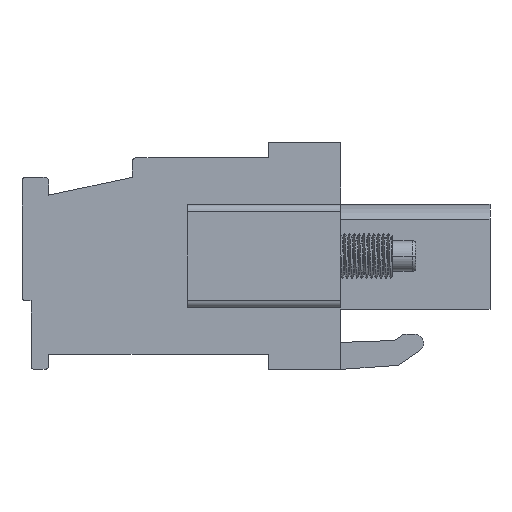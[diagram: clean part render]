
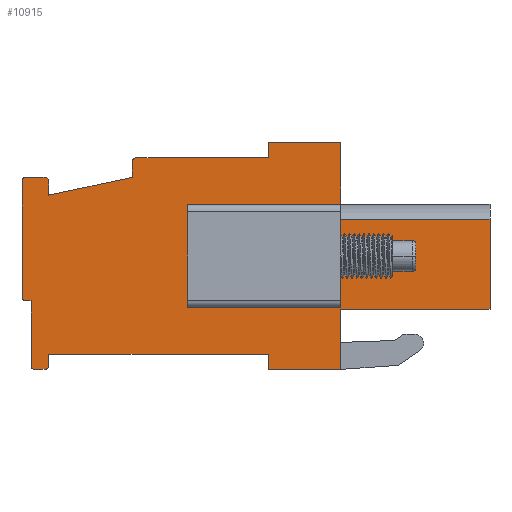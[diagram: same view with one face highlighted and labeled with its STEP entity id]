
A CAD part, left-side view. The second image highlights one B-rep face of the part: STEP entity #10915.
In plain terms, the highlighted planar face has unit normal (-1, 0, 0).
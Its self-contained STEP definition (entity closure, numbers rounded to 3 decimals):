
#16=DIRECTION('',(0.,-1.,0.));
#17=VECTOR('',#16,7.45);
#18=CARTESIAN_POINT('',(0.,-0.07,-2.85));
#19=LINE('',#18,#17);
#40=DIRECTION('',(0.,1.,0.));
#41=VECTOR('',#40,8.3);
#42=CARTESIAN_POINT('',(0.,-16.87,2.04));
#43=LINE('',#42,#41);
#44=DIRECTION('',(0.,0.,-1.));
#45=VECTOR('',#44,5.);
#46=CARTESIAN_POINT('',(0.,-16.87,2.04));
#47=LINE('',#46,#45);
#48=DIRECTION('',(0.,1.,0.));
#49=VECTOR('',#48,8.3);
#50=CARTESIAN_POINT('',(0.,-16.87,-2.96));
#51=LINE('',#50,#49);
#52=DIRECTION('',(0.,0.,-1.));
#53=VECTOR('',#52,3.34);
#54=CARTESIAN_POINT('',(0.,-8.57,-2.96));
#55=LINE('',#54,#53);
#56=DIRECTION('',(0.,1.,0.));
#57=VECTOR('',#56,4.);
#58=CARTESIAN_POINT('',(0.,-8.57,-6.3));
#59=LINE('',#58,#57);
#60=DIRECTION('',(0.,0.,1.));
#61=VECTOR('',#60,0.85);
#62=CARTESIAN_POINT('',(0.,-4.57,-6.3));
#63=LINE('',#62,#61);
#64=DIRECTION('',(0.,1.,0.));
#65=VECTOR('',#64,12.22);
#66=CARTESIAN_POINT('',(0.,-4.57,-5.45));
#67=LINE('',#66,#65);
#68=DIRECTION('',(0.,0.,-1.));
#69=VECTOR('',#68,0.652);
#70=CARTESIAN_POINT('',(0.,7.65,-5.45));
#71=LINE('',#70,#69);
#72=CARTESIAN_POINT('',(0.,7.848,-6.102));
#73=DIRECTION('',(1.,0.,0.));
#74=DIRECTION('',(0.,-1.,0.));
#75=AXIS2_PLACEMENT_3D('',#72,#73,#74);
#77=DIRECTION('',(0.,1.,0.));
#78=VECTOR('',#77,0.582);
#79=CARTESIAN_POINT('',(0.,7.848,-6.3));
#80=LINE('',#79,#78);
#81=CARTESIAN_POINT('',(0.,8.43,-6.1));
#82=DIRECTION('',(1.,0.,0.));
#83=DIRECTION('',(0.,0.,-1.));
#84=AXIS2_PLACEMENT_3D('',#81,#82,#83);
#86=DIRECTION('',(0.,0.,1.));
#87=VECTOR('',#86,3.61);
#88=CARTESIAN_POINT('',(0.,8.63,-6.1));
#89=LINE('',#88,#87);
#90=DIRECTION('',(0.,1.,0.));
#91=VECTOR('',#90,0.3);
#92=CARTESIAN_POINT('',(0.,8.63,-2.49));
#93=LINE('',#92,#91);
#94=CARTESIAN_POINT('',(0.,8.93,-2.29));
#95=DIRECTION('',(1.,0.,0.));
#96=DIRECTION('',(0.,0.,-1.));
#97=AXIS2_PLACEMENT_3D('',#94,#95,#96);
#99=DIRECTION('',(0.,0.,1.));
#100=VECTOR('',#99,6.46);
#101=CARTESIAN_POINT('',(0.,9.13,-2.29));
#102=LINE('',#101,#100);
#103=CARTESIAN_POINT('',(0.,8.93,4.17));
#104=DIRECTION('',(1.,0.,0.));
#105=DIRECTION('',(0.,1.,0.));
#106=AXIS2_PLACEMENT_3D('',#103,#104,#105);
#108=DIRECTION('',(0.,-1.,0.));
#109=VECTOR('',#108,1.08);
#110=CARTESIAN_POINT('',(0.,8.93,4.37));
#111=LINE('',#110,#109);
#112=CARTESIAN_POINT('',(0.,7.85,4.17));
#113=DIRECTION('',(1.,0.,0.));
#114=DIRECTION('',(0.,0.,1.));
#115=AXIS2_PLACEMENT_3D('',#112,#113,#114);
#117=DIRECTION('',(0.,0.,-1.));
#118=VECTOR('',#117,0.79);
#119=CARTESIAN_POINT('',(0.,7.65,4.17));
#120=LINE('',#119,#118);
#121=DIRECTION('',(0.,-0.978,0.208));
#122=VECTOR('',#121,4.754);
#123=CARTESIAN_POINT('',(0.,7.65,3.38));
#124=LINE('',#123,#122);
#125=DIRECTION('',(0.,0.,1.));
#126=VECTOR('',#125,0.88);
#127=CARTESIAN_POINT('',(0.,3.,4.37));
#128=LINE('',#127,#126);
#129=CARTESIAN_POINT('',(0.,2.8,5.25));
#130=DIRECTION('',(1.,0.,0.));
#131=DIRECTION('',(0.,1.,0.));
#132=AXIS2_PLACEMENT_3D('',#129,#130,#131);
#134=DIRECTION('',(0.,-1.,0.));
#135=VECTOR('',#134,7.37);
#136=CARTESIAN_POINT('',(0.,2.8,5.45));
#137=LINE('',#136,#135);
#138=DIRECTION('',(0.,0.,1.));
#139=VECTOR('',#138,0.85);
#140=CARTESIAN_POINT('',(0.,-4.57,5.45));
#141=LINE('',#140,#139);
#142=DIRECTION('',(0.,-1.,0.));
#143=VECTOR('',#142,4.);
#144=CARTESIAN_POINT('',(0.,-4.57,6.3));
#145=LINE('',#144,#143);
#203=DIRECTION('',(0.,0.,1.));
#204=VECTOR('',#203,4.26);
#205=CARTESIAN_POINT('',(0.,-8.57,2.04));
#206=LINE('',#205,#204);
#6969=DIRECTION('',(0.,0.,1.));
#6970=VECTOR('',#6969,5.7);
#6971=CARTESIAN_POINT('',(0.,-7.52,-2.85));
#6972=LINE('',#6971,#6970);
#7037=DIRECTION('',(0.,0.,1.));
#7038=VECTOR('',#7037,5.7);
#7039=CARTESIAN_POINT('',(0.,-0.07,-2.85));
#7040=LINE('',#7039,#7038);
#7285=DIRECTION('',(0.,-1.,0.));
#7286=VECTOR('',#7285,7.45);
#7287=CARTESIAN_POINT('',(0.,-0.07,2.85));
#7288=LINE('',#7287,#7286);
#9253=CARTESIAN_POINT('',(0.,9.13,4.17));
#9254=CARTESIAN_POINT('',(0.,8.93,4.37));
#9255=VERTEX_POINT('',#9253);
#9256=VERTEX_POINT('',#9254);
#9257=CARTESIAN_POINT('',(0.,7.85,4.37));
#9258=VERTEX_POINT('',#9257);
#9259=CARTESIAN_POINT('',(0.,7.65,4.17));
#9260=VERTEX_POINT('',#9259);
#9261=CARTESIAN_POINT('',(0.,7.65,3.38));
#9262=VERTEX_POINT('',#9261);
#9263=CARTESIAN_POINT('',(0.,3.,4.37));
#9264=VERTEX_POINT('',#9263);
#9265=CARTESIAN_POINT('',(0.,3.,5.25));
#9266=VERTEX_POINT('',#9265);
#9267=CARTESIAN_POINT('',(0.,2.8,5.45));
#9268=VERTEX_POINT('',#9267);
#9269=CARTESIAN_POINT('',(0.,-4.57,5.45));
#9270=VERTEX_POINT('',#9269);
#9271=CARTESIAN_POINT('',(0.,-4.57,6.3));
#9272=VERTEX_POINT('',#9271);
#9273=CARTESIAN_POINT('',(0.,-8.57,6.3));
#9274=VERTEX_POINT('',#9273);
#9275=CARTESIAN_POINT('',(0.,-16.87,-2.96));
#9276=CARTESIAN_POINT('',(0.,-8.57,-2.96));
#9277=VERTEX_POINT('',#9275);
#9278=VERTEX_POINT('',#9276);
#9279=CARTESIAN_POINT('',(0.,-8.57,-6.3));
#9280=VERTEX_POINT('',#9279);
#9281=CARTESIAN_POINT('',(0.,-4.57,-6.3));
#9282=VERTEX_POINT('',#9281);
#9283=CARTESIAN_POINT('',(0.,-4.57,-5.45));
#9284=VERTEX_POINT('',#9283);
#9285=CARTESIAN_POINT('',(0.,7.65,-5.45));
#9286=VERTEX_POINT('',#9285);
#9287=CARTESIAN_POINT('',(0.,7.65,-6.102));
#9288=VERTEX_POINT('',#9287);
#9289=CARTESIAN_POINT('',(0.,7.848,-6.3));
#9290=VERTEX_POINT('',#9289);
#9291=CARTESIAN_POINT('',(0.,8.43,-6.3));
#9292=VERTEX_POINT('',#9291);
#9293=CARTESIAN_POINT('',(0.,8.63,-6.1));
#9294=VERTEX_POINT('',#9293);
#9295=CARTESIAN_POINT('',(0.,8.63,-2.49));
#9296=VERTEX_POINT('',#9295);
#9297=CARTESIAN_POINT('',(0.,8.93,-2.49));
#9298=VERTEX_POINT('',#9297);
#9299=CARTESIAN_POINT('',(0.,9.13,-2.29));
#9300=VERTEX_POINT('',#9299);
#9511=CARTESIAN_POINT('',(0.,-16.87,2.04));
#9512=CARTESIAN_POINT('',(0.,-8.57,2.04));
#9513=VERTEX_POINT('',#9511);
#9514=VERTEX_POINT('',#9512);
#9555=CARTESIAN_POINT('',(0.,-0.07,-2.85));
#9556=CARTESIAN_POINT('',(0.,-7.52,-2.85));
#9557=VERTEX_POINT('',#9555);
#9558=VERTEX_POINT('',#9556);
#9559=CARTESIAN_POINT('',(0.,-0.07,2.85));
#9560=CARTESIAN_POINT('',(0.,-7.52,2.85));
#9561=VERTEX_POINT('',#9559);
#9562=VERTEX_POINT('',#9560);
#10847=CARTESIAN_POINT('',(0.,0.,0.));
#10848=DIRECTION('',(1.,0.,0.));
#10849=DIRECTION('',(0.,0.,-1.));
#10850=AXIS2_PLACEMENT_3D('',#10847,#10848,#10849);
#10851=PLANE('',#10850);
#10853=ORIENTED_EDGE('',*,*,#10852,.F.);
#10855=ORIENTED_EDGE('',*,*,#10854,.T.);
#10857=ORIENTED_EDGE('',*,*,#10856,.T.);
#10859=ORIENTED_EDGE('',*,*,#10858,.T.);
#10861=ORIENTED_EDGE('',*,*,#10860,.T.);
#10863=ORIENTED_EDGE('',*,*,#10862,.T.);
#10865=ORIENTED_EDGE('',*,*,#10864,.T.);
#10867=ORIENTED_EDGE('',*,*,#10866,.T.);
#10869=ORIENTED_EDGE('',*,*,#10868,.T.);
#10871=ORIENTED_EDGE('',*,*,#10870,.T.);
#10873=ORIENTED_EDGE('',*,*,#10872,.T.);
#10875=ORIENTED_EDGE('',*,*,#10874,.T.);
#10877=ORIENTED_EDGE('',*,*,#10876,.T.);
#10879=ORIENTED_EDGE('',*,*,#10878,.T.);
#10881=ORIENTED_EDGE('',*,*,#10880,.T.);
#10883=ORIENTED_EDGE('',*,*,#10882,.T.);
#10885=ORIENTED_EDGE('',*,*,#10884,.T.);
#10887=ORIENTED_EDGE('',*,*,#10886,.T.);
#10889=ORIENTED_EDGE('',*,*,#10888,.T.);
#10891=ORIENTED_EDGE('',*,*,#10890,.T.);
#10893=ORIENTED_EDGE('',*,*,#10892,.T.);
#10895=ORIENTED_EDGE('',*,*,#10894,.T.);
#10897=ORIENTED_EDGE('',*,*,#10896,.T.);
#10899=ORIENTED_EDGE('',*,*,#10898,.T.);
#10901=ORIENTED_EDGE('',*,*,#10900,.T.);
#10903=ORIENTED_EDGE('',*,*,#10902,.F.);
#10904=EDGE_LOOP('',(#10853,#10855,#10857,#10859,#10861,#10863,#10865,#10867,
#10869,#10871,#10873,#10875,#10877,#10879,#10881,#10883,#10885,#10887,#10889,
#10891,#10893,#10895,#10897,#10899,#10901,#10903));
#10905=FACE_OUTER_BOUND('',#10904,.F.);
#10906=ORIENTED_EDGE('',*,*,#10832,.T.);
#10908=ORIENTED_EDGE('',*,*,#10907,.T.);
#10910=ORIENTED_EDGE('',*,*,#10909,.F.);
#10912=ORIENTED_EDGE('',*,*,#10911,.F.);
#10913=EDGE_LOOP('',(#10906,#10908,#10910,#10912));
#10914=FACE_BOUND('',#10913,.F.);
#10915=ADVANCED_FACE('',(#10905,#10914),#10851,.F.);
#76=CIRCLE('',#75,0.198);
#85=CIRCLE('',#84,0.2);
#98=CIRCLE('',#97,0.2);
#107=CIRCLE('',#106,0.2);
#116=CIRCLE('',#115,0.2);
#133=CIRCLE('',#132,0.2);
#10832=EDGE_CURVE('',#9557,#9558,#19,.T.);
#10852=EDGE_CURVE('',#9513,#9514,#43,.T.);
#10854=EDGE_CURVE('',#9513,#9277,#47,.T.);
#10856=EDGE_CURVE('',#9277,#9278,#51,.T.);
#10858=EDGE_CURVE('',#9278,#9280,#55,.T.);
#10860=EDGE_CURVE('',#9280,#9282,#59,.T.);
#10862=EDGE_CURVE('',#9282,#9284,#63,.T.);
#10864=EDGE_CURVE('',#9284,#9286,#67,.T.);
#10866=EDGE_CURVE('',#9286,#9288,#71,.T.);
#10868=EDGE_CURVE('',#9288,#9290,#76,.T.);
#10870=EDGE_CURVE('',#9290,#9292,#80,.T.);
#10872=EDGE_CURVE('',#9292,#9294,#85,.T.);
#10874=EDGE_CURVE('',#9294,#9296,#89,.T.);
#10876=EDGE_CURVE('',#9296,#9298,#93,.T.);
#10878=EDGE_CURVE('',#9298,#9300,#98,.T.);
#10880=EDGE_CURVE('',#9300,#9255,#102,.T.);
#10882=EDGE_CURVE('',#9255,#9256,#107,.T.);
#10884=EDGE_CURVE('',#9256,#9258,#111,.T.);
#10886=EDGE_CURVE('',#9258,#9260,#116,.T.);
#10888=EDGE_CURVE('',#9260,#9262,#120,.T.);
#10890=EDGE_CURVE('',#9262,#9264,#124,.T.);
#10892=EDGE_CURVE('',#9264,#9266,#128,.T.);
#10894=EDGE_CURVE('',#9266,#9268,#133,.T.);
#10896=EDGE_CURVE('',#9268,#9270,#137,.T.);
#10898=EDGE_CURVE('',#9270,#9272,#141,.T.);
#10900=EDGE_CURVE('',#9272,#9274,#145,.T.);
#10902=EDGE_CURVE('',#9514,#9274,#206,.T.);
#10907=EDGE_CURVE('',#9558,#9562,#6972,.T.);
#10909=EDGE_CURVE('',#9561,#9562,#7288,.T.);
#10911=EDGE_CURVE('',#9557,#9561,#7040,.T.);
